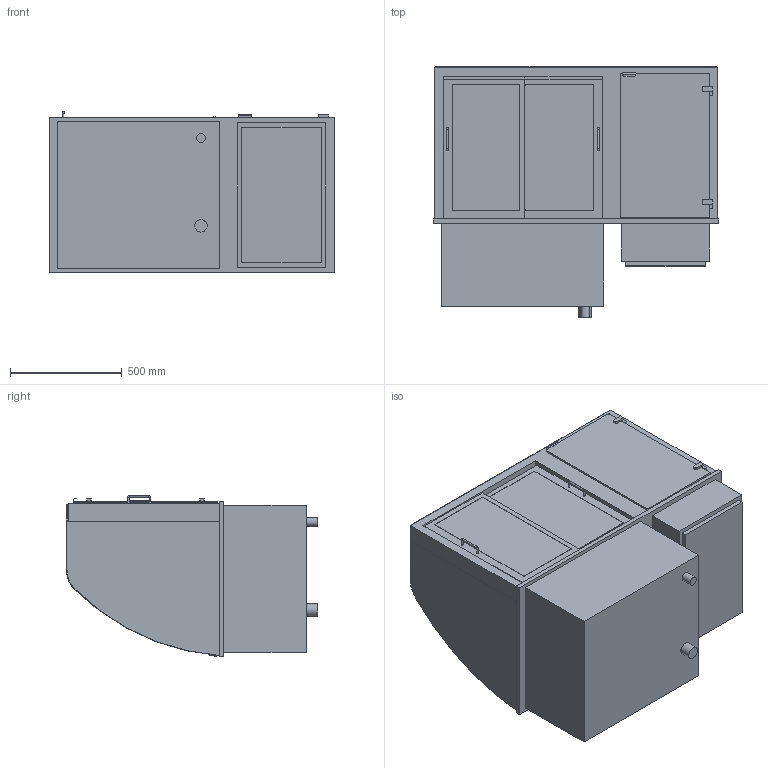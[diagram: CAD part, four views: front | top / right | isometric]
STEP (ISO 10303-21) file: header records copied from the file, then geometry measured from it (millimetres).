
FILE_DESCRIPTION(/* description */ ('Kombinationsvitrine kalt/warm eigengekühlt'),/* implementation_level */ '2;1');
FILE_NAME(/* name */ '3D-AKE-00009274.stp',/* time_stamp */ '2024-09-26T15:09:03+02:00',/* author */ ('marina.schachner'),/* organization */ (''),/* preprocessor_version */ 'ST-DEVELOPER v20',/* originating_system */ 'Autodesk Inventor 2024',/* authorisation */ '');
FILE_SCHEMA (('AUTOMOTIVE_DESIGN { 1 0 10303 214 3 1 1 }'));
Length unit declared in the file: millimetre
Products named in the file (1): 3D-AKE-00009266
Bounding box: 1275 x 1122 x 721.99 mm (x, y, z)
Volume: 156082549.1 mm3; surface area: 18188106.5 mm2
Topology: 71 solids, 71 shells, 670 faces, 1558 edges, 1038 vertices
Faces by surface type: plane 530, cylinder 136, torus 4
Full cylindrical faces by diameter (mm): 8 x6, 10 x6, 40 x1, 55 x1
Entity records: 18943 total; most frequent: CARTESIAN_POINT 3267, DIRECTION 3186, ORIENTED_EDGE 3116, EDGE_CURVE 1558, LINE 1272, VECTOR 1272, VERTEX_POINT 1038, AXIS2_PLACEMENT_3D 957
